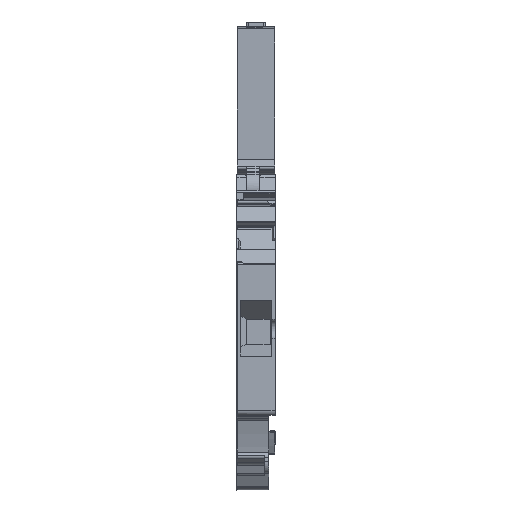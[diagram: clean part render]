
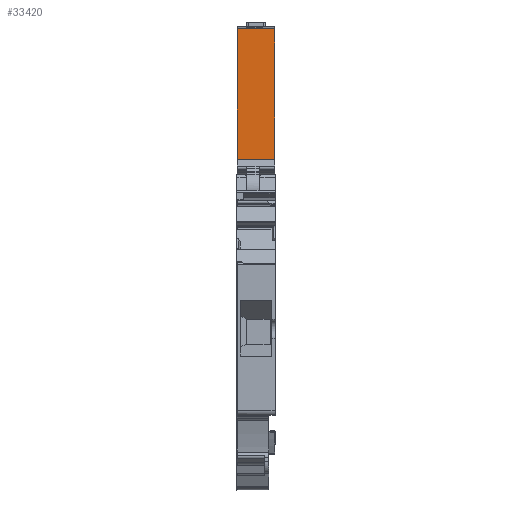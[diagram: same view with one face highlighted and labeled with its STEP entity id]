
A CAD part, front view. The second image highlights one B-rep face of the part: STEP entity #33420.
In plain terms, the highlighted planar face has unit normal (0, -1, 0).
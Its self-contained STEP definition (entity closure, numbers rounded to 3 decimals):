
#33384=AXIS2_PLACEMENT_3D('Plane Axis2P3D',#33381,#33382,#33383) ;
#31291=CARTESIAN_POINT('Vertex',(0.054,18.607,52.628)) ;
#31294=CARTESIAN_POINT('Line Origine',(0.054,18.607,63.004)) ;
#31298=CARTESIAN_POINT('Vertex',(0.054,18.607,73.38)) ;
#31675=CARTESIAN_POINT('Vertex',(6.054,18.607,73.38)) ;
#31678=CARTESIAN_POINT('Line Origine',(6.054,18.607,70.781)) ;
#31682=CARTESIAN_POINT('Vertex',(6.054,18.607,68.183)) ;
#31815=CARTESIAN_POINT('Vertex',(6.054,18.607,67.483)) ;
#31818=CARTESIAN_POINT('Line Origine',(6.054,18.607,60.056)) ;
#31822=CARTESIAN_POINT('Vertex',(6.054,18.607,52.628)) ;
#33365=CARTESIAN_POINT('Line Origine',(3.054,18.607,52.628)) ;
#33381=CARTESIAN_POINT('Axis2P3D Location',(2.904,18.607,54.133)) ;
#33386=CARTESIAN_POINT('Line Origine',(3.054,18.607,73.38)) ;
#33391=CARTESIAN_POINT('Line Origine',(6.004,18.607,67.483)) ;
#33395=CARTESIAN_POINT('Vertex',(5.954,18.607,67.483)) ;
#33398=CARTESIAN_POINT('Line Origine',(5.954,18.607,67.833)) ;
#33402=CARTESIAN_POINT('Vertex',(5.954,18.607,68.183)) ;
#33405=CARTESIAN_POINT('Line Origine',(6.004,18.607,68.183)) ;
#31295=DIRECTION('Vector Direction',(0.,0.,-1.)) ;
#31679=DIRECTION('Vector Direction',(0.,0.,1.)) ;
#31819=DIRECTION('Vector Direction',(0.,0.,-1.)) ;
#33366=DIRECTION('Vector Direction',(1.,0.,0.)) ;
#33382=DIRECTION('Axis2P3D Direction',(0.,1.,0.)) ;
#33383=DIRECTION('Axis2P3D XDirection',(0.,0.,1.)) ;
#33387=DIRECTION('Vector Direction',(1.,0.,0.)) ;
#33392=DIRECTION('Vector Direction',(-1.,0.,0.)) ;
#33399=DIRECTION('Vector Direction',(0.,0.,-1.)) ;
#33406=DIRECTION('Vector Direction',(-1.,0.,0.)) ;
#31296=VECTOR('Line Direction',#31295,1.) ;
#31680=VECTOR('Line Direction',#31679,1.) ;
#31820=VECTOR('Line Direction',#31819,1.) ;
#33367=VECTOR('Line Direction',#33366,1.) ;
#33388=VECTOR('Line Direction',#33387,1.) ;
#33393=VECTOR('Line Direction',#33392,1.) ;
#33400=VECTOR('Line Direction',#33399,1.) ;
#33407=VECTOR('Line Direction',#33406,1.) ;
#33411=ORIENTED_EDGE('',*,*,#31684,.F.) ;
#33412=ORIENTED_EDGE('',*,*,#33390,.T.) ;
#33413=ORIENTED_EDGE('',*,*,#31300,.T.) ;
#33414=ORIENTED_EDGE('',*,*,#33369,.F.) ;
#33415=ORIENTED_EDGE('',*,*,#31824,.F.) ;
#33416=ORIENTED_EDGE('',*,*,#33397,.T.) ;
#33417=ORIENTED_EDGE('',*,*,#33404,.F.) ;
#33418=ORIENTED_EDGE('',*,*,#33409,.F.) ;
#33420=ADVANCED_FACE('FSPG',(#33419),#33385,.F.) ;
#31300=EDGE_CURVE('',#31299,#31292,#31297,.T.) ;
#31684=EDGE_CURVE('',#31676,#31683,#31681,.F.) ;
#31824=EDGE_CURVE('',#31816,#31823,#31821,.T.) ;
#33369=EDGE_CURVE('',#31823,#31292,#33368,.F.) ;
#33390=EDGE_CURVE('',#31676,#31299,#33389,.F.) ;
#33397=EDGE_CURVE('',#31816,#33396,#33394,.T.) ;
#33404=EDGE_CURVE('',#33403,#33396,#33401,.T.) ;
#33409=EDGE_CURVE('',#31683,#33403,#33408,.T.) ;
#33410=EDGE_LOOP('',(#33411,#33412,#33413,#33414,#33415,#33416,#33417,#33418)) ;
#33419=FACE_OUTER_BOUND('',#33410,.T.) ;
#31297=LINE('Line',#31294,#31296) ;
#31681=LINE('Line',#31678,#31680) ;
#31821=LINE('Line',#31818,#31820) ;
#33368=LINE('Line',#33365,#33367) ;
#33389=LINE('Line',#33386,#33388) ;
#33394=LINE('Line',#33391,#33393) ;
#33401=LINE('Line',#33398,#33400) ;
#33408=LINE('Line',#33405,#33407) ;
#33385=PLANE('',#33384) ;
#31292=VERTEX_POINT('',#31291) ;
#31299=VERTEX_POINT('',#31298) ;
#31676=VERTEX_POINT('',#31675) ;
#31683=VERTEX_POINT('',#31682) ;
#31816=VERTEX_POINT('',#31815) ;
#31823=VERTEX_POINT('',#31822) ;
#33396=VERTEX_POINT('',#33395) ;
#33403=VERTEX_POINT('',#33402) ;
